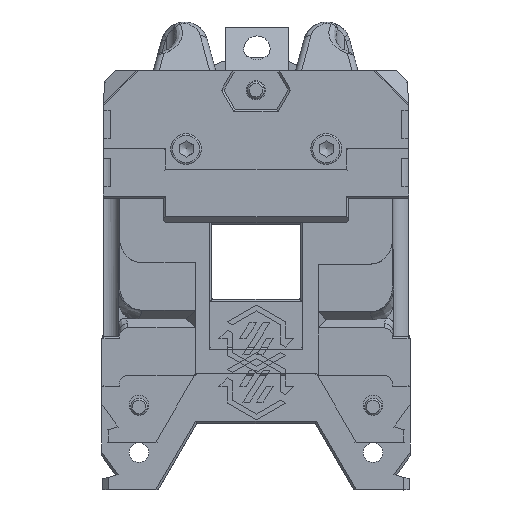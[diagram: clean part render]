
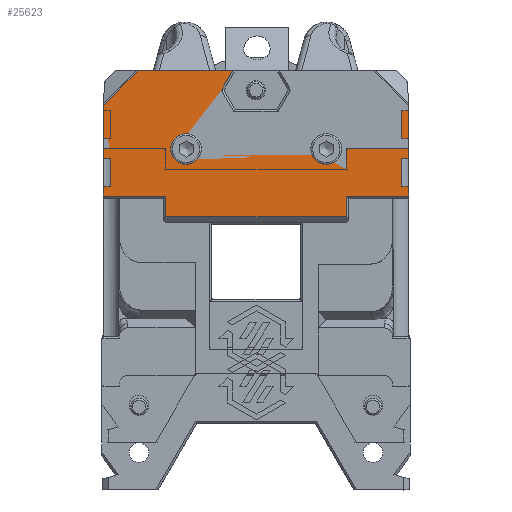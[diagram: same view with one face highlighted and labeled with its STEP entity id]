
A CAD part, front view. The second image highlights one B-rep face of the part: STEP entity #25623.
In plain terms, the highlighted face is planar.
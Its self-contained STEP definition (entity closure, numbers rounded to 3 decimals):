
#1328=FACE_BOUND('',#4674,.T.);
#1329=FACE_BOUND('',#4675,.T.);
#1774=CIRCLE('',#27787,1.7);
#1775=CIRCLE('',#27788,1.7);
#3120=FACE_OUTER_BOUND('',#4673,.T.);
#4673=EDGE_LOOP('',(#21912,#21913,#21914,#21915,#21916,#21917,#21918,#21919,
#21920,#21921,#21922,#21923,#21924,#21925,#21926,#21927,#21928,#21929,#21930,
#21931,#21932,#21933,#21934,#21935));
#4674=EDGE_LOOP('',(#21936));
#4675=EDGE_LOOP('',(#21937));
#7242=LINE('',#45110,#9799);
#7243=LINE('',#45112,#9800);
#7244=LINE('',#45114,#9801);
#7245=LINE('',#45116,#9802);
#7246=LINE('',#45118,#9803);
#7247=LINE('',#45120,#9804);
#7248=LINE('',#45122,#9805);
#7249=LINE('',#45124,#9806);
#7250=LINE('',#45126,#9807);
#7251=LINE('',#45128,#9808);
#7252=LINE('',#45130,#9809);
#7253=LINE('',#45132,#9810);
#7254=LINE('',#45134,#9811);
#7255=LINE('',#45136,#9812);
#7256=LINE('',#45138,#9813);
#7257=LINE('',#45140,#9814);
#7258=LINE('',#45142,#9815);
#7259=LINE('',#45144,#9816);
#7260=LINE('',#45146,#9817);
#7261=LINE('',#45148,#9818);
#7262=LINE('',#45150,#9819);
#7263=LINE('',#45152,#9820);
#7264=LINE('',#45154,#9821);
#7265=LINE('',#45155,#9822);
#9799=VECTOR('',#33798,10.);
#9800=VECTOR('',#33799,10.);
#9801=VECTOR('',#33800,10.);
#9802=VECTOR('',#33801,10.);
#9803=VECTOR('',#33802,10.);
#9804=VECTOR('',#33803,10.);
#9805=VECTOR('',#33804,10.);
#9806=VECTOR('',#33805,10.);
#9807=VECTOR('',#33806,10.);
#9808=VECTOR('',#33807,10.);
#9809=VECTOR('',#33808,10.);
#9810=VECTOR('',#33809,10.);
#9811=VECTOR('',#33810,10.);
#9812=VECTOR('',#33811,10.);
#9813=VECTOR('',#33812,10.);
#9814=VECTOR('',#33813,10.);
#9815=VECTOR('',#33814,10.);
#9816=VECTOR('',#33815,10.);
#9817=VECTOR('',#33816,10.);
#9818=VECTOR('',#33817,10.);
#9819=VECTOR('',#33818,10.);
#9820=VECTOR('',#33819,10.);
#9821=VECTOR('',#33820,10.);
#9822=VECTOR('',#33821,10.);
#11976=VERTEX_POINT('',#45108);
#11977=VERTEX_POINT('',#45109);
#11978=VERTEX_POINT('',#45111);
#11979=VERTEX_POINT('',#45113);
#11980=VERTEX_POINT('',#45115);
#11981=VERTEX_POINT('',#45117);
#11982=VERTEX_POINT('',#45119);
#11983=VERTEX_POINT('',#45121);
#11984=VERTEX_POINT('',#45123);
#11985=VERTEX_POINT('',#45125);
#11986=VERTEX_POINT('',#45127);
#11987=VERTEX_POINT('',#45129);
#11988=VERTEX_POINT('',#45131);
#11989=VERTEX_POINT('',#45133);
#11990=VERTEX_POINT('',#45135);
#11991=VERTEX_POINT('',#45137);
#11992=VERTEX_POINT('',#45139);
#11993=VERTEX_POINT('',#45141);
#11994=VERTEX_POINT('',#45143);
#11995=VERTEX_POINT('',#45145);
#11996=VERTEX_POINT('',#45147);
#11997=VERTEX_POINT('',#45149);
#11998=VERTEX_POINT('',#45151);
#11999=VERTEX_POINT('',#45153);
#12000=VERTEX_POINT('',#45156);
#12001=VERTEX_POINT('',#45158);
#15379=EDGE_CURVE('',#11976,#11977,#7242,.T.);
#15380=EDGE_CURVE('',#11976,#11978,#7243,.F.);
#15381=EDGE_CURVE('',#11979,#11978,#7244,.T.);
#15382=EDGE_CURVE('',#11980,#11979,#7245,.T.);
#15383=EDGE_CURVE('',#11981,#11980,#7246,.T.);
#15384=EDGE_CURVE('',#11981,#11982,#7247,.F.);
#15385=EDGE_CURVE('',#11982,#11983,#7248,.T.);
#15386=EDGE_CURVE('',#11983,#11984,#7249,.T.);
#15387=EDGE_CURVE('',#11985,#11984,#7250,.F.);
#15388=EDGE_CURVE('',#11986,#11985,#7251,.T.);
#15389=EDGE_CURVE('',#11987,#11986,#7252,.T.);
#15390=EDGE_CURVE('',#11988,#11987,#7253,.F.);
#15391=EDGE_CURVE('',#11988,#11989,#7254,.T.);
#15392=EDGE_CURVE('',#11989,#11990,#7255,.T.);
#15393=EDGE_CURVE('',#11990,#11991,#7256,.T.);
#15394=EDGE_CURVE('',#11992,#11991,#7257,.F.);
#15395=EDGE_CURVE('',#11993,#11992,#7258,.T.);
#15396=EDGE_CURVE('',#11994,#11993,#7259,.T.);
#15397=EDGE_CURVE('',#11995,#11994,#7260,.T.);
#15398=EDGE_CURVE('',#11996,#11995,#7261,.T.);
#15399=EDGE_CURVE('',#11997,#11996,#7262,.T.);
#15400=EDGE_CURVE('',#11998,#11997,#7263,.T.);
#15401=EDGE_CURVE('',#11999,#11998,#7264,.T.);
#15402=EDGE_CURVE('',#11977,#11999,#7265,.T.);
#15403=EDGE_CURVE('',#12000,#12000,#1774,.T.);
#15404=EDGE_CURVE('',#12001,#12001,#1775,.F.);
#21912=ORIENTED_EDGE('',*,*,#15379,.F.);
#21913=ORIENTED_EDGE('',*,*,#15380,.T.);
#21914=ORIENTED_EDGE('',*,*,#15381,.F.);
#21915=ORIENTED_EDGE('',*,*,#15382,.F.);
#21916=ORIENTED_EDGE('',*,*,#15383,.F.);
#21917=ORIENTED_EDGE('',*,*,#15384,.T.);
#21918=ORIENTED_EDGE('',*,*,#15385,.T.);
#21919=ORIENTED_EDGE('',*,*,#15386,.T.);
#21920=ORIENTED_EDGE('',*,*,#15387,.F.);
#21921=ORIENTED_EDGE('',*,*,#15388,.F.);
#21922=ORIENTED_EDGE('',*,*,#15389,.F.);
#21923=ORIENTED_EDGE('',*,*,#15390,.F.);
#21924=ORIENTED_EDGE('',*,*,#15391,.T.);
#21925=ORIENTED_EDGE('',*,*,#15392,.T.);
#21926=ORIENTED_EDGE('',*,*,#15393,.T.);
#21927=ORIENTED_EDGE('',*,*,#15394,.F.);
#21928=ORIENTED_EDGE('',*,*,#15395,.F.);
#21929=ORIENTED_EDGE('',*,*,#15396,.F.);
#21930=ORIENTED_EDGE('',*,*,#15397,.F.);
#21931=ORIENTED_EDGE('',*,*,#15398,.F.);
#21932=ORIENTED_EDGE('',*,*,#15399,.F.);
#21933=ORIENTED_EDGE('',*,*,#15400,.F.);
#21934=ORIENTED_EDGE('',*,*,#15401,.F.);
#21935=ORIENTED_EDGE('',*,*,#15402,.F.);
#21936=ORIENTED_EDGE('',*,*,#15403,.F.);
#21937=ORIENTED_EDGE('',*,*,#15404,.T.);
#24376=PLANE('',#27786);
#25623=ADVANCED_FACE('',(#3120,#1328,#1329),#24376,.F.);
#27786=AXIS2_PLACEMENT_3D('',#45107,#33796,#33797);
#27787=AXIS2_PLACEMENT_3D('',#45157,#33822,#33823);
#27788=AXIS2_PLACEMENT_3D('',#45159,#33824,#33825);
#33796=DIRECTION('center_axis',(0.,0.,
-1.));
#33797=DIRECTION('ref_axis',(0.,1.,0.));
#33798=DIRECTION('',(0.708,0.706,0.));
#33799=DIRECTION('',(0.,1.,0.));
#33800=DIRECTION('',(-1.,0.,0.));
#33801=DIRECTION('',(0.,1.,0.));
#33802=DIRECTION('',(1.,0.,0.));
#33803=DIRECTION('',(0.,1.,0.));
#33804=DIRECTION('',(1.,0.,0.));
#33805=DIRECTION('',(0.,-1.,0.));
#33806=DIRECTION('',(1.,0.,0.));
#33807=DIRECTION('',(0.,-1.,0.));
#33808=DIRECTION('',(-1.,0.,0.));
#33809=DIRECTION('',(0.,1.,0.));
#33810=DIRECTION('',(-1.,0.,0.));
#33811=DIRECTION('',(0.,1.,0.));
#33812=DIRECTION('',(1.,0.,0.));
#33813=DIRECTION('',(0.,1.,0.));
#33814=DIRECTION('',(0.708,-0.706,0.));
#33815=DIRECTION('',(1.,0.,0.));
#33816=DIRECTION('',(-0.5,0.866,0.));
#33817=DIRECTION('',(0.5,0.866,0.));
#33818=DIRECTION('',(1.,0.,0.));
#33819=DIRECTION('',(0.5,-0.866,0.));
#33820=DIRECTION('',(-0.5,-0.866,0.));
#33821=DIRECTION('',(1.,0.,0.));
#33822=DIRECTION('center_axis',(0.,0.,
1.));
#33823=DIRECTION('ref_axis',(-1.,0.,0.));
#33824=DIRECTION('center_axis',(0.,0.,
1.));
#33825=DIRECTION('ref_axis',(1.,0.,0.));
#45107=CARTESIAN_POINT('Origin',(-0.661,18.873,-42.808));
#45108=CARTESIAN_POINT('',(-27.8,49.189,-42.808));
#45109=CARTESIAN_POINT('',(-21.604,55.372,-42.808));
#45110=CARTESIAN_POINT('',(-26.949,50.038,-42.808));
#45111=CARTESIAN_POINT('',(-27.8,39.722,-42.808));
#45112=CARTESIAN_POINT('',(-27.8,25.963,-42.808));
#45113=CARTESIAN_POINT('',(-26.575,39.722,-42.808));
#45114=CARTESIAN_POINT('',(-14.145,39.722,-42.808));
#45115=CARTESIAN_POINT('',(-26.575,34.722,-42.808));
#45116=CARTESIAN_POINT('',(-26.575,29.297,-42.808));
#45117=CARTESIAN_POINT('',(-27.8,34.722,-42.808));
#45118=CARTESIAN_POINT('',(-13.532,34.722,-42.808));
#45119=CARTESIAN_POINT('',(-27.8,32.985,-42.808));
#45120=CARTESIAN_POINT('',(-27.8,25.963,-42.808));
#45121=CARTESIAN_POINT('',(-16.675,32.985,-42.808));
#45122=CARTESIAN_POINT('',(-8.782,32.985,-42.808));
#45123=CARTESIAN_POINT('',(-16.675,29.3,-42.808));
#45124=CARTESIAN_POINT('',(-16.675,5.498,-42.808));
#45125=CARTESIAN_POINT('',(15.524,29.3,-42.808));
#45126=CARTESIAN_POINT('',(-0.64,29.3,-42.808));
#45127=CARTESIAN_POINT('',(15.524,32.985,-42.808));
#45128=CARTESIAN_POINT('',(15.524,5.498,-42.808));
#45129=CARTESIAN_POINT('',(26.65,32.985,-42.808));
#45130=CARTESIAN_POINT('',(7.632,32.985,-42.808));
#45131=CARTESIAN_POINT('',(26.65,34.722,-42.808));
#45132=CARTESIAN_POINT('',(26.65,25.963,-42.808));
#45133=CARTESIAN_POINT('',(25.424,34.722,-42.808));
#45134=CARTESIAN_POINT('',(12.382,34.722,-42.808));
#45135=CARTESIAN_POINT('',(25.424,39.722,-42.808));
#45136=CARTESIAN_POINT('',(25.424,29.297,-42.808));
#45137=CARTESIAN_POINT('',(26.65,39.722,-42.808));
#45138=CARTESIAN_POINT('',(12.994,39.722,-42.808));
#45139=CARTESIAN_POINT('',(26.65,49.189,-42.808));
#45140=CARTESIAN_POINT('',(26.65,25.963,-42.808));
#45141=CARTESIAN_POINT('',(20.453,55.372,-42.808));
#45142=CARTESIAN_POINT('',(25.756,50.081,-42.808));
#45143=CARTESIAN_POINT('',(3.598,55.372,-42.808));
#45144=CARTESIAN_POINT('',(-7.368,55.372,-42.808));
#45145=CARTESIAN_POINT('',(5.591,51.92,-42.808));
#45146=CARTESIAN_POINT('',(9.481,45.182,-42.808));
#45147=CARTESIAN_POINT('',(3.369,48.072,-42.808));
#45148=CARTESIAN_POINT('',(0.311,42.775,-42.808));
#45149=CARTESIAN_POINT('',(-4.533,48.072,-42.808));
#45150=CARTESIAN_POINT('',(1.265,48.072,-42.808));
#45151=CARTESIAN_POINT('',(-6.748,51.909,-42.808));
#45152=CARTESIAN_POINT('',(0.389,39.546,-42.808));
#45153=CARTESIAN_POINT('',(-4.749,55.372,-42.808));
#45154=CARTESIAN_POINT('',(-10.653,45.145,-42.808));
#45155=CARTESIAN_POINT('',(-7.368,55.372,-42.808));
#45156=CARTESIAN_POINT('',(-11.416,41.603,-42.808));
#45157=CARTESIAN_POINT('Origin',(-13.116,41.603,-42.808));
#45158=CARTESIAN_POINT('',(10.266,41.603,-42.808));
#45159=CARTESIAN_POINT('Origin',(11.966,41.603,-42.808));
